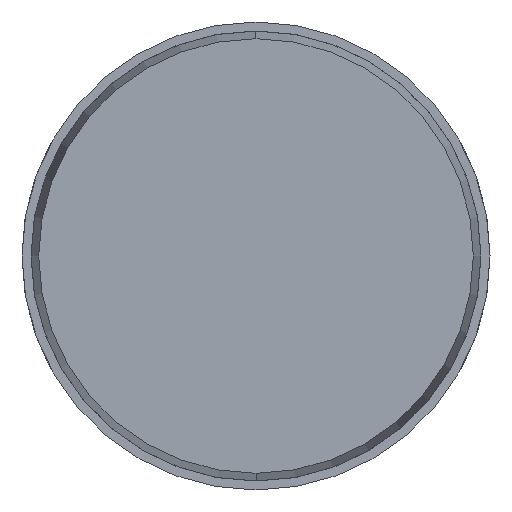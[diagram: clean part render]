
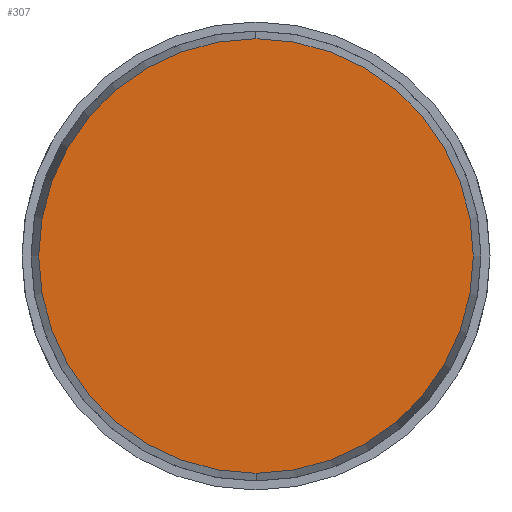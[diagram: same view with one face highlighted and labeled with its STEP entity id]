
A CAD part, front view. The second image highlights one B-rep face of the part: STEP entity #307.
In plain terms, the highlighted planar face has unit normal (0, -1, 0).
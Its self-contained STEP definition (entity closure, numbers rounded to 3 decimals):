
#59 = CARTESIAN_POINT ( 'NONE',  ( 0., 0., -24.143 ) ) ;
#71 = CARTESIAN_POINT ( 'NONE',  ( -24.143, 0., 0. ) ) ;
#109 = EDGE_CURVE ( 'NONE', #357, #225, #601, .T. ) ;
#122 = DIRECTION ( 'NONE',  ( 0., -1., 0. ) ) ;
#131 = CARTESIAN_POINT ( 'NONE',  ( 0., 0., 24.143 ) ) ;
#169 = EDGE_CURVE ( 'NONE', #225, #357, #856, .T. ) ;
#208 = ORIENTED_EDGE ( 'NONE', *, *, #109, .T. ) ;
#212 = DIRECTION ( 'NONE',  ( 0., -1., 0. ) ) ;
#225 = VERTEX_POINT ( 'NONE', #59 ) ;
#265 = DIRECTION ( 'NONE',  ( 0., 1., 0. ) ) ;
#307 = ADVANCED_FACE ( 'NONE', ( #765 ), #673, .F. ) ;
#318 = CARTESIAN_POINT ( 'NONE',  ( 0., 0., 0. ) ) ;
#347 = AXIS2_PLACEMENT_3D ( 'NONE', #987, #122, #795 ) ;
#357 = VERTEX_POINT ( 'NONE', #131 ) ;
#601 = CIRCLE ( 'NONE', #894, 24.143 ) ;
#665 = DIRECTION ( 'NONE',  ( 0., 0., 1. ) ) ;
#673 = PLANE ( 'NONE',  #814 ) ;
#765 = FACE_OUTER_BOUND ( 'NONE', #899, .T. ) ;
#795 = DIRECTION ( 'NONE',  ( 0., 0., -1. ) ) ;
#814 = AXIS2_PLACEMENT_3D ( 'NONE', #71, #265, #665 ) ;
#856 = CIRCLE ( 'NONE', #347, 24.143 ) ;
#891 = DIRECTION ( 'NONE',  ( 0., 0., -1. ) ) ;
#894 = AXIS2_PLACEMENT_3D ( 'NONE', #318, #212, #891 ) ;
#899 = EDGE_LOOP ( 'NONE', ( #208, #1004 ) ) ;
#987 = CARTESIAN_POINT ( 'NONE',  ( 0., 0., 0. ) ) ;
#1004 = ORIENTED_EDGE ( 'NONE', *, *, #169, .T. ) ;
